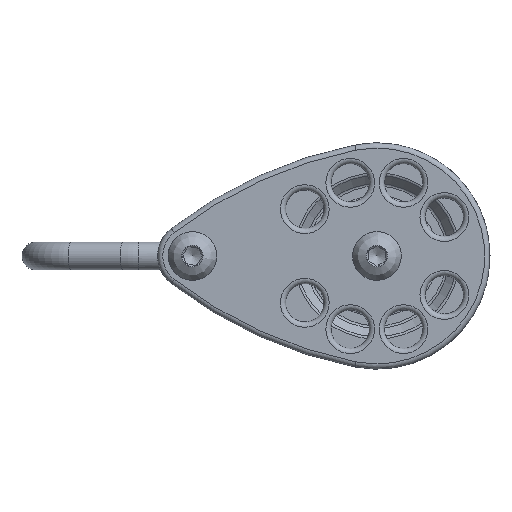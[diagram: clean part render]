
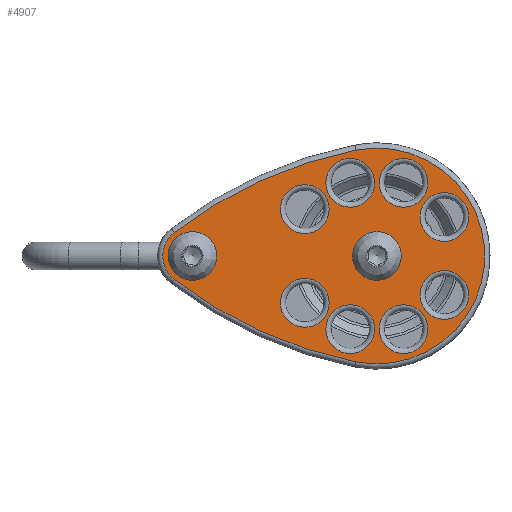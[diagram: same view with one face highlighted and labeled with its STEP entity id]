
A CAD part, left-side view. The second image highlights one B-rep face of the part: STEP entity #4907.
In plain terms, the highlighted planar face has unit normal (-1, 0, 0).
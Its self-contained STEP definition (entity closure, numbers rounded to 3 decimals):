
#734=FACE_BOUND('',#1902,.T.);
#735=FACE_BOUND('',#1903,.T.);
#736=FACE_BOUND('',#1904,.T.);
#737=FACE_BOUND('',#1905,.T.);
#738=FACE_BOUND('',#1906,.T.);
#739=FACE_BOUND('',#1907,.T.);
#740=FACE_BOUND('',#1908,.T.);
#741=FACE_BOUND('',#1909,.T.);
#742=FACE_BOUND('',#1910,.T.);
#743=FACE_BOUND('',#1911,.T.);
#1152=FACE_OUTER_BOUND('',#1901,.T.);
#1901=EDGE_LOOP('',(#4423,#4424,#4425,#4426));
#1902=EDGE_LOOP('',(#4427));
#1903=EDGE_LOOP('',(#4428));
#1904=EDGE_LOOP('',(#4429));
#1905=EDGE_LOOP('',(#4430));
#1906=EDGE_LOOP('',(#4431));
#1907=EDGE_LOOP('',(#4432));
#1908=EDGE_LOOP('',(#4433));
#1909=EDGE_LOOP('',(#4434));
#1910=EDGE_LOOP('',(#4435));
#1911=EDGE_LOOP('',(#4436));
#2210=CIRCLE('',#5464,125.218);
#2212=CIRCLE('',#5467,8.5);
#2214=CIRCLE('',#5470,125.218);
#2215=CIRCLE('',#5472,31.);
#2217=CIRCLE('',#5476,7.);
#2219=CIRCLE('',#5480,7.);
#2221=CIRCLE('',#5484,7.);
#2223=CIRCLE('',#5488,7.);
#2225=CIRCLE('',#5492,7.);
#2227=CIRCLE('',#5496,7.);
#2229=CIRCLE('',#5500,7.);
#2231=CIRCLE('',#5504,7.);
#2315=CIRCLE('',#5660,6.662);
#2330=CIRCLE('',#5694,6.662);
#2736=VERTEX_POINT('',#8580);
#2737=VERTEX_POINT('',#8582);
#2738=VERTEX_POINT('',#8586);
#2739=VERTEX_POINT('',#8590);
#2741=VERTEX_POINT('',#8599);
#2743=VERTEX_POINT('',#8605);
#2745=VERTEX_POINT('',#8611);
#2747=VERTEX_POINT('',#8617);
#2749=VERTEX_POINT('',#8623);
#2751=VERTEX_POINT('',#8629);
#2753=VERTEX_POINT('',#8635);
#2755=VERTEX_POINT('',#8641);
#2859=VERTEX_POINT('',#9023);
#2886=VERTEX_POINT('',#9186);
#3222=EDGE_CURVE('',#2737,#2736,#2210,.T.);
#3224=EDGE_CURVE('',#2738,#2737,#2212,.T.);
#3226=EDGE_CURVE('',#2739,#2738,#2214,.T.);
#3227=EDGE_CURVE('',#2736,#2739,#2215,.T.);
#3229=EDGE_CURVE('',#2741,#2741,#2217,.T.);
#3231=EDGE_CURVE('',#2743,#2743,#2219,.T.);
#3233=EDGE_CURVE('',#2745,#2745,#2221,.T.);
#3235=EDGE_CURVE('',#2747,#2747,#2223,.T.);
#3237=EDGE_CURVE('',#2749,#2749,#2225,.T.);
#3239=EDGE_CURVE('',#2751,#2751,#2227,.T.);
#3241=EDGE_CURVE('',#2753,#2753,#2229,.T.);
#3243=EDGE_CURVE('',#2755,#2755,#2231,.T.);
#3372=EDGE_CURVE('',#2859,#2859,#2315,.T.);
#3407=EDGE_CURVE('',#2886,#2886,#2330,.T.);
#4423=ORIENTED_EDGE('',*,*,#3227,.F.);
#4424=ORIENTED_EDGE('',*,*,#3222,.F.);
#4425=ORIENTED_EDGE('',*,*,#3224,.F.);
#4426=ORIENTED_EDGE('',*,*,#3226,.F.);
#4427=ORIENTED_EDGE('',*,*,#3407,.F.);
#4428=ORIENTED_EDGE('',*,*,#3372,.F.);
#4429=ORIENTED_EDGE('',*,*,#3241,.F.);
#4430=ORIENTED_EDGE('',*,*,#3237,.F.);
#4431=ORIENTED_EDGE('',*,*,#3233,.F.);
#4432=ORIENTED_EDGE('',*,*,#3229,.F.);
#4433=ORIENTED_EDGE('',*,*,#3231,.F.);
#4434=ORIENTED_EDGE('',*,*,#3235,.F.);
#4435=ORIENTED_EDGE('',*,*,#3239,.F.);
#4436=ORIENTED_EDGE('',*,*,#3243,.F.);
#4535=PLANE('',#5693);
#4907=ADVANCED_FACE('',(#1152,#734,#735,#736,#737,#738,#739,#740,#741,#742,
#743),#4535,.T.);
#5464=AXIS2_PLACEMENT_3D('',#8584,#6798,#6799);
#5467=AXIS2_PLACEMENT_3D('',#8588,#6804,#6805);
#5470=AXIS2_PLACEMENT_3D('',#8592,#6810,#6811);
#5472=AXIS2_PLACEMENT_3D('',#8594,#6814,#6815);
#5476=AXIS2_PLACEMENT_3D('',#8600,#6822,#6823);
#5480=AXIS2_PLACEMENT_3D('',#8606,#6830,#6831);
#5484=AXIS2_PLACEMENT_3D('',#8612,#6838,#6839);
#5488=AXIS2_PLACEMENT_3D('',#8618,#6846,#6847);
#5492=AXIS2_PLACEMENT_3D('',#8624,#6854,#6855);
#5496=AXIS2_PLACEMENT_3D('',#8630,#6862,#6863);
#5500=AXIS2_PLACEMENT_3D('',#8636,#6870,#6871);
#5504=AXIS2_PLACEMENT_3D('',#8642,#6878,#6879);
#5660=AXIS2_PLACEMENT_3D('',#9024,#7210,#7211);
#5693=AXIS2_PLACEMENT_3D('',#9185,#7282,#7283);
#5694=AXIS2_PLACEMENT_3D('',#9187,#7284,#7285);
#6798=DIRECTION('center_axis',(1.,0.,0.));
#6799=DIRECTION('ref_axis',(0.,0.413,0.911));
#6804=DIRECTION('center_axis',(1.,0.,0.));
#6805=DIRECTION('ref_axis',(0.,1.,0.));
#6810=DIRECTION('center_axis',(1.,0.,0.));
#6811=DIRECTION('ref_axis',(0.,0.413,-0.911));
#6814=DIRECTION('center_axis',(1.,0.,0.));
#6815=DIRECTION('ref_axis',(0.,-1.,0.));
#6822=DIRECTION('center_axis',(-1.,0.,0.));
#6823=DIRECTION('ref_axis',(0.,0.,
1.));
#6830=DIRECTION('center_axis',(-1.,0.,0.));
#6831=DIRECTION('ref_axis',(0.,0.,
1.));
#6838=DIRECTION('center_axis',(-1.,0.,0.));
#6839=DIRECTION('ref_axis',(0.,0.,
1.));
#6846=DIRECTION('center_axis',(-1.,0.,0.));
#6847=DIRECTION('ref_axis',(0.,0.,
1.));
#6854=DIRECTION('center_axis',(-1.,0.,0.));
#6855=DIRECTION('ref_axis',(0.,0.,
1.));
#6862=DIRECTION('center_axis',(-1.,0.,0.));
#6863=DIRECTION('ref_axis',(0.,0.,
1.));
#6870=DIRECTION('center_axis',(-1.,0.,0.));
#6871=DIRECTION('ref_axis',(0.,0.,
1.));
#6878=DIRECTION('center_axis',(-1.,0.,0.));
#6879=DIRECTION('ref_axis',(0.,0.,
1.));
#7210=DIRECTION('center_axis',(-1.,0.,0.));
#7211=DIRECTION('ref_axis',(0.,0.,1.));
#7282=DIRECTION('center_axis',(-1.,0.,0.));
#7283=DIRECTION('ref_axis',(0.,-1.,0.));
#7284=DIRECTION('center_axis',(-1.,0.,0.));
#7285=DIRECTION('ref_axis',(0.,0.,1.));
#8580=CARTESIAN_POINT('',(-32.,6.013,30.411));
#8582=CARTESIAN_POINT('',(-32.,58.191,6.731));
#8584=CARTESIAN_POINT('Origin',(-32.,-18.274,-92.428));
#8586=CARTESIAN_POINT('',(-32.,58.191,-6.731));
#8588=CARTESIAN_POINT('Origin',(-32.,53.,0.));
#8590=CARTESIAN_POINT('',(-32.,6.013,-30.411));
#8592=CARTESIAN_POINT('Origin',(-32.,-18.274,92.428));
#8594=CARTESIAN_POINT('Origin',(-32.,0.,
0.));
#8599=CARTESIAN_POINT('',(-32.,-7.651,14.021));
#8600=CARTESIAN_POINT('Origin',(-32.,-7.651,21.021));
#8605=CARTESIAN_POINT('',(-32.,-19.373,4.185));
#8606=CARTESIAN_POINT('Origin',(-32.,-19.373,11.185));
#8611=CARTESIAN_POINT('',(-32.,7.651,14.021));
#8612=CARTESIAN_POINT('Origin',(-32.,7.651,21.021));
#8617=CARTESIAN_POINT('',(-32.,20.724,6.458));
#8618=CARTESIAN_POINT('Origin',(-32.,20.724,13.458));
#8623=CARTESIAN_POINT('',(-32.,20.724,-20.458));
#8624=CARTESIAN_POINT('Origin',(-32.,20.724,-13.458));
#8629=CARTESIAN_POINT('',(-32.,7.651,-28.021));
#8630=CARTESIAN_POINT('Origin',(-32.,7.651,-21.021));
#8635=CARTESIAN_POINT('',(-32.,-7.651,-28.021));
#8636=CARTESIAN_POINT('Origin',(-32.,-7.651,-21.021));
#8641=CARTESIAN_POINT('',(-32.,-19.373,-18.185));
#8642=CARTESIAN_POINT('Origin',(-32.,-19.373,-11.185));
#9023=CARTESIAN_POINT('',(-32.,54.14,-6.564));
#9024=CARTESIAN_POINT('Origin',(-32.,53.,0.));
#9185=CARTESIAN_POINT('Origin',(-32.,0.,
0.));
#9186=CARTESIAN_POINT('',(-32.,-6.654,-0.332));
#9187=CARTESIAN_POINT('Origin',(-32.,0.,
0.));
